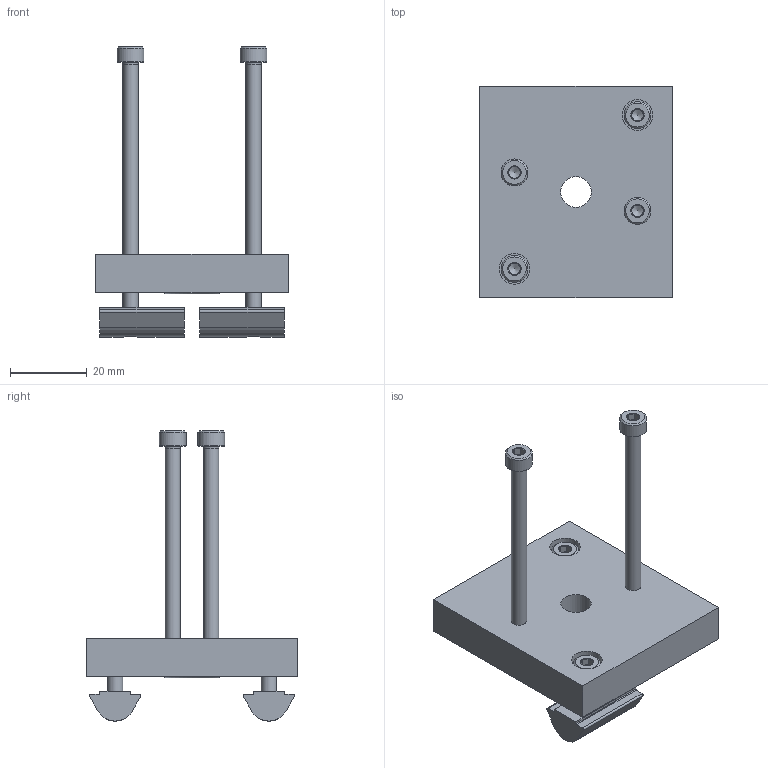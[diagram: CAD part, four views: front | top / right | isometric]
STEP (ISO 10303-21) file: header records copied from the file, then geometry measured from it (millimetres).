
FILE_DESCRIPTION(/* description */ ('STEP AP214'),/* implementation_level */ '2;1');
FILE_NAME(/* name */ '570966_VAME-P5-MK',/* time_stamp */ '2024-09-13T11:43:46+02:00',/* author */ ('License CC BY-ND 4.0'),/* organization */ ('CADENAS'),/* preprocessor_version */ 'ST-DEVELOPER v19.3',/* originating_system */ 'PARTsolutions',/* authorisation */ ' ');
FILE_SCHEMA (('AUTOMOTIVE_DESIGN {1 0 10303 214 3 1 1}'));
Length unit declared in the file: millimetre
Products named in the file (5): 570966 VAME-P5-MK; 570966 VAME-P5-MK---(platte); DIN-912 - M4x16(F); 526043 IPM-VN-08-22-M4; DIN-912 - M4x55(F)
Assembly tree (7 placements, depth 2):
  570966 VAME-P5-MK
    570966 VAME-P5-MK---(platte)
    DIN-912 - M4x16(F)  x2
    526043 IPM-VN-08-22-M4  x2
    DIN-912 - M4x55(F)  x2
Bounding box: 50 x 55 x 75.5 mm (x, y, z)
Volume: 31536.4 mm3; surface area: 12825 mm2
Topology: 7 solids, 8 shells, 175 faces, 366 edges, 211 vertices
Faces by surface type: plane 92, cone 50, cylinder 31, torus 2
Full cylindrical faces by diameter (mm): 3.242 x4, 4 x4, 4.5 x2, 7 x4, 8 x3, 15 x2
Entity records: 2778 total; most frequent: CARTESIAN_POINT 459, DIRECTION 452, ORIENTED_EDGE 346, AXIS2_PLACEMENT_3D 186, EDGE_CURVE 173, FACE_BOUND 148, EDGE_LOOP 146, VERTEX_POINT 119
